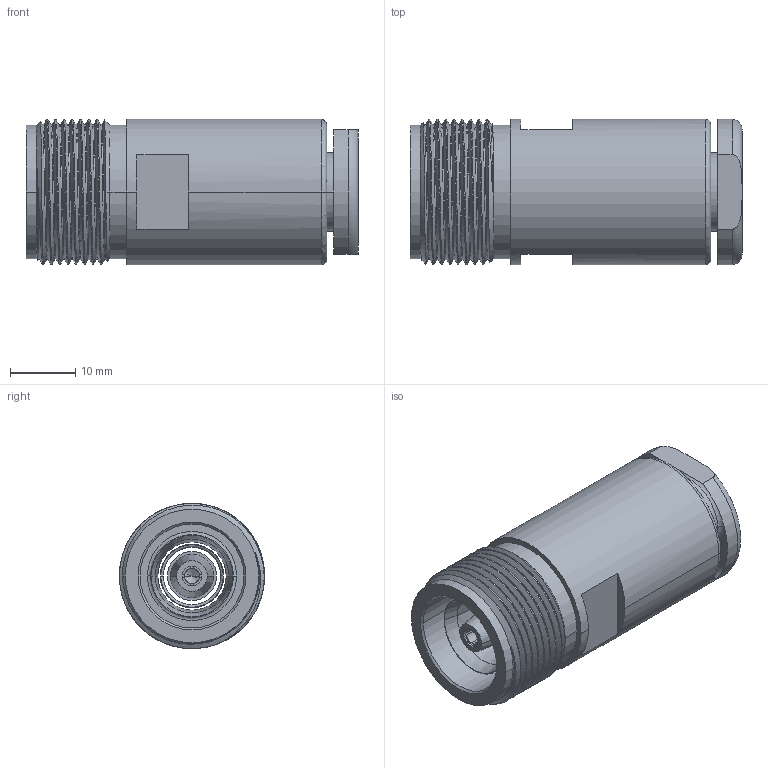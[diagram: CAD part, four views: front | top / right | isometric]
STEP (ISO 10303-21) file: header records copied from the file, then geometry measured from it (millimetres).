
FILE_DESCRIPTION((''),'2;1');
FILE_NAME('000-52975','2014-04-14T',('Mohan'),(''),'PRO/ENGINEER BY PARAMETRIC TECHNOLOGY CORPORATION, 2010100','PRO/ENGINEER BY PARAMETRIC TECHNOLOGY CORPORATION, 2010100','');
FILE_SCHEMA(('CONFIG_CONTROL_DESIGN'));
Length unit declared in the file: millimetre
Products named in the file (1): 000-52975
Bounding box: 50.8 x 22.23 x 22.23 mm (x, y, z)
Surface area: 6574.3 mm2 (no closed solid volume)
Topology: 0 solids, 15 shells, 101 faces, 290 edges, 195 vertices
Faces by surface type: cylinder 50, plane 20, cone 14, bspline 9, torus 8
Entity records: 7085 total; most frequent: CARTESIAN_POINT 4470, DIRECTION 554, ORIENTED_EDGE 485, EDGE_CURVE 288, AXIS2_PLACEMENT_3D 225, VERTEX_POINT 195, CIRCLE 133, EDGE_LOOP 109
